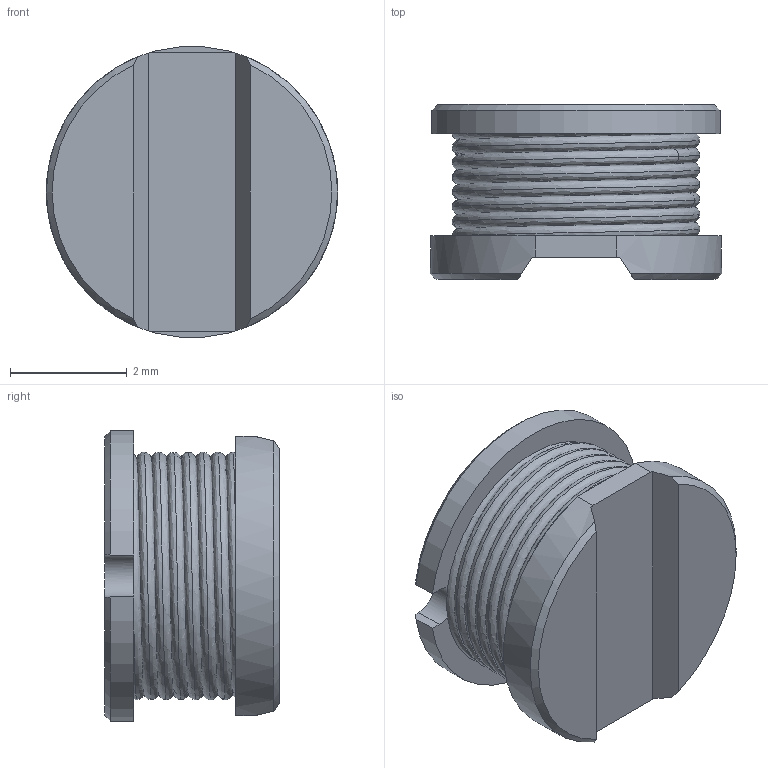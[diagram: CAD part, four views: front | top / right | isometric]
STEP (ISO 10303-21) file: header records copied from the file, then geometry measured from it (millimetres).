
FILE_DESCRIPTION((''),'2;1');
FILE_NAME('SDR0503','2012-07-09T',('ryans'),('Bourns, Inc.'),'PRO/ENGINEER BY PARAMETRIC TECHNOLOGY CORPORATION, 2010100','PRO/ENGINEER BY PARAMETRIC TECHNOLOGY CORPORATION, 2010100','');
FILE_SCHEMA(('CONFIG_CONTROL_DESIGN'));
Length unit declared in the file: millimetre
Products named in the file (1): SDR0503
Bounding box: 5 x 3 x 4.98 mm (x, y, z)
Volume: 25.2 mm3; surface area: 160.4 mm2
Topology: 1 solids, 1 shells, 35 faces, 90 edges, 56 vertices
Faces by surface type: plane 19, cylinder 6, bspline 6, cone 4
Entity records: 6487 total; most frequent: CARTESIAN_POINT 5662, ORIENTED_EDGE 180, DIRECTION 138, EDGE_CURVE 90, VERTEX_POINT 56, AXIS2_PLACEMENT_3D 55, EDGE_LOOP 36, B_SPLINE_CURVE_WITH_KNOTS 36
